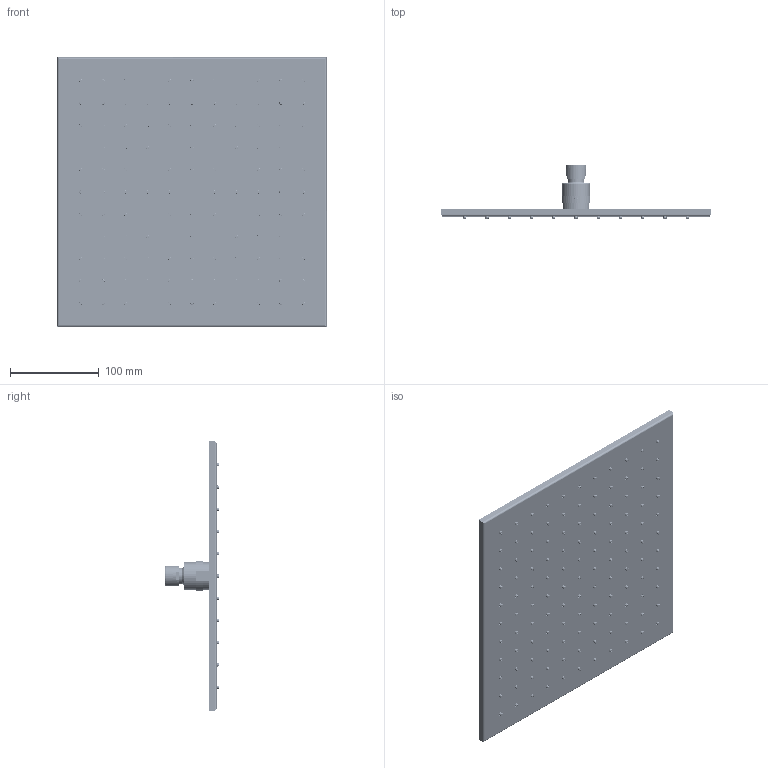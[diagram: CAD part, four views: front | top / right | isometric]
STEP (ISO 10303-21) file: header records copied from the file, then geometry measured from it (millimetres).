
FILE_DESCRIPTION((''),'2;1');
FILE_NAME('MS-TSB014CP_ASM','2019-11-09T',('Administrator'),(''),'PRO/ENGINEER BY PARAMETRIC TECHNOLOGY CORPORATION, 2010280','PRO/ENGINEER BY PARAMETRIC TECHNOLOGY CORPORATION, 2010280','');
FILE_SCHEMA(('CONFIG_CONTROL_DESIGN'));
Length unit declared in the file: millimetre
Products named in the file (11): STCB0100-XX; STNB0006-XX; MSBC0029-P1_ASM; STLR0004-XX; STCB0101-P1; STST0012-XX; STNB0033-P1; STMB0001-P1; STNB0034-P1; STST0041-XX; MS-TSB014CP_ASM
Assembly tree (56 placements, depth 3):
  MS-TSB014CP_ASM
    MSBC0029-P1_ASM
      STCB0100-XX
      STNB0006-XX  x24
    STLR0004-XX
    STCB0101-P1
    STST0012-XX  x24
    STNB0033-P1
    STMB0001-P1
    STNB0034-P1
    STST0041-XX
Bounding box: 302.6 x 59.91 x 302.6 mm (x, y, z)
Volume: 254308.4 mm3; surface area: 410287.7 mm2
Topology: 175 solids, 175 shells, 3021 faces, 6893 edges, 4234 vertices
Faces by surface type: cylinder 1058, plane 750, cone 569, torus 396, bspline 198, sphere 50
Entity records: 49031 total; most frequent: CARTESIAN_POINT 10960, DIRECTION 8964, ORIENTED_EDGE 6970, AXIS2_PLACEMENT_3D 3953, EDGE_CURVE 3485, CIRCLE 2326, VERTEX_POINT 2210, EDGE_LOOP 2107
